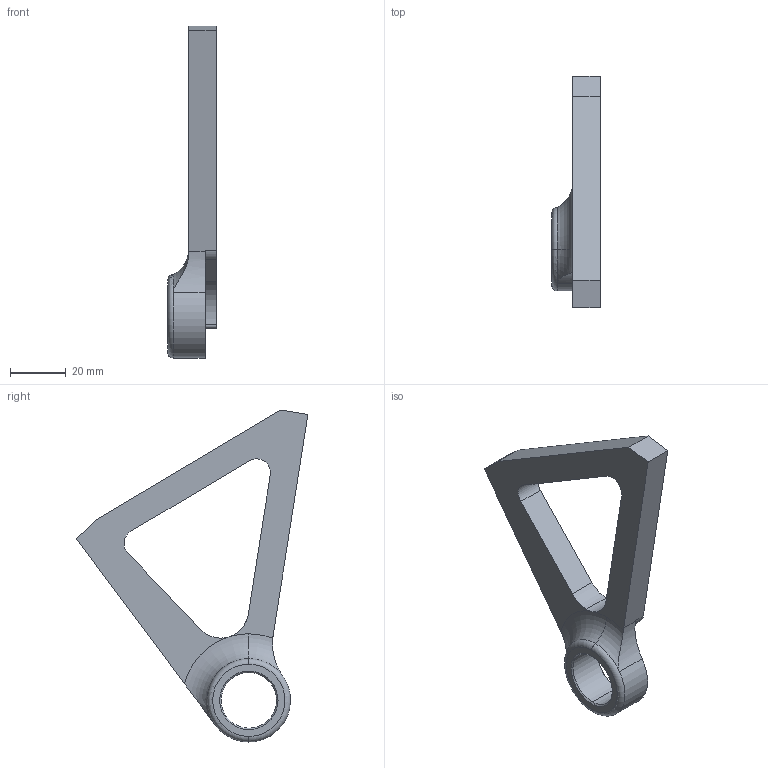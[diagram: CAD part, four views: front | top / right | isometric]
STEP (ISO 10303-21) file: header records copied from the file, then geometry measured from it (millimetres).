
FILE_DESCRIPTION (( 'STEP AP203' ), '1' );
FILE_NAME ('BASE-52.5-DROITE.STEP', '2023-03-27T08:12:44', ( 'uesrf' ), ( '' ), 'SwSTEP 2.0', 'SolidWorks 2021', '' );
FILE_SCHEMA (( 'CONFIG_CONTROL_DESIGN' ));
Length unit declared in the file: millimetre
Products named in the file (1): BASE-52.5-DROITE
Bounding box: 17.5 x 83.46 x 119.5 mm (x, y, z)
Volume: 33371.9 mm3; surface area: 12704.1 mm2
Topology: 1 solids, 1 shells, 38 faces, 101 edges, 63 vertices
Faces by surface type: cylinder 15, plane 13, cone 6, torus 4
Entity records: 1292 total; most frequent: CARTESIAN_POINT 238, DIRECTION 219, ORIENTED_EDGE 198, EDGE_CURVE 99, AXIS2_PLACEMENT_3D 84, VERTEX_POINT 63, LINE 51, VECTOR 51
